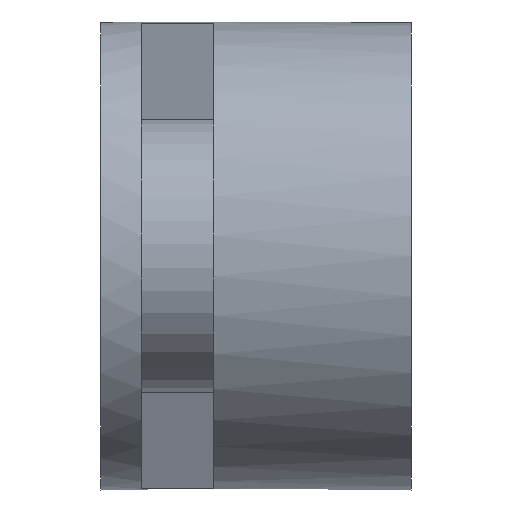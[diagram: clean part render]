
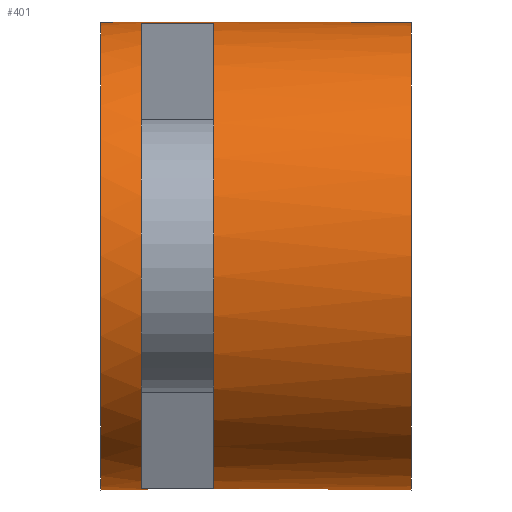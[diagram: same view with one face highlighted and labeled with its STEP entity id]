
A CAD part, left-side view. The second image highlights one B-rep face of the part: STEP entity #401.
In plain terms, the highlighted cylindrical face has radius 2.9 mm (diameter 5.8 mm), a full revolution.
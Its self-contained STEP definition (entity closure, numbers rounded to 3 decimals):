
#27=FACE_BOUND('',#70,.T.);
#28=FACE_BOUND('',#71,.T.);
#45=FACE_OUTER_BOUND('',#69,.T.);
#69=EDGE_LOOP('',(#281,#282,#283,#284));
#70=EDGE_LOOP('',(#285,#286,#287,#288));
#71=EDGE_LOOP('',(#289,#290,#291,#292));
#111=LINE('',#628,#137);
#112=LINE('',#634,#138);
#113=LINE('',#637,#139);
#114=LINE('',#642,#140);
#115=LINE('',#645,#141);
#137=VECTOR('',#497,2.9);
#138=VECTOR('',#502,1000.);
#139=VECTOR('',#505,1000.);
#140=VECTOR('',#508,1000.);
#141=VECTOR('',#511,1000.);
#163=CIRCLE('',#440,2.9);
#164=CIRCLE('',#441,2.9);
#165=CIRCLE('',#442,2.9);
#166=CIRCLE('',#443,2.9);
#167=CIRCLE('',#444,2.9);
#168=CIRCLE('',#445,2.9);
#191=VERTEX_POINT('',#625);
#192=VERTEX_POINT('',#627);
#193=VERTEX_POINT('',#630);
#194=VERTEX_POINT('',#631);
#195=VERTEX_POINT('',#633);
#196=VERTEX_POINT('',#635);
#197=VERTEX_POINT('',#638);
#198=VERTEX_POINT('',#639);
#199=VERTEX_POINT('',#641);
#200=VERTEX_POINT('',#643);
#227=EDGE_CURVE('',#191,#191,#163,.T.);
#228=EDGE_CURVE('',#191,#192,#111,.T.);
#229=EDGE_CURVE('',#192,#192,#164,.T.);
#230=EDGE_CURVE('',#193,#194,#165,.T.);
#231=EDGE_CURVE('',#194,#195,#112,.T.);
#232=EDGE_CURVE('',#196,#195,#166,.T.);
#233=EDGE_CURVE('',#193,#196,#113,.T.);
#234=EDGE_CURVE('',#197,#198,#167,.T.);
#235=EDGE_CURVE('',#197,#199,#114,.T.);
#236=EDGE_CURVE('',#199,#200,#168,.T.);
#237=EDGE_CURVE('',#198,#200,#115,.T.);
#281=ORIENTED_EDGE('',*,*,#227,.T.);
#282=ORIENTED_EDGE('',*,*,#228,.T.);
#283=ORIENTED_EDGE('',*,*,#229,.F.);
#284=ORIENTED_EDGE('',*,*,#228,.F.);
#285=ORIENTED_EDGE('',*,*,#230,.T.);
#286=ORIENTED_EDGE('',*,*,#231,.T.);
#287=ORIENTED_EDGE('',*,*,#232,.F.);
#288=ORIENTED_EDGE('',*,*,#233,.F.);
#289=ORIENTED_EDGE('',*,*,#234,.F.);
#290=ORIENTED_EDGE('',*,*,#235,.T.);
#291=ORIENTED_EDGE('',*,*,#236,.T.);
#292=ORIENTED_EDGE('',*,*,#237,.F.);
#389=CYLINDRICAL_SURFACE('',#439,2.9);
#401=ADVANCED_FACE('',(#45,#27,#28),#389,.T.);
#439=AXIS2_PLACEMENT_3D('',#624,#493,#494);
#440=AXIS2_PLACEMENT_3D('',#626,#495,#496);
#441=AXIS2_PLACEMENT_3D('',#629,#498,#499);
#442=AXIS2_PLACEMENT_3D('',#632,#500,#501);
#443=AXIS2_PLACEMENT_3D('',#636,#503,#504);
#444=AXIS2_PLACEMENT_3D('',#640,#506,#507);
#445=AXIS2_PLACEMENT_3D('',#644,#509,#510);
#493=DIRECTION('center_axis',(0.,-1.,0.));
#494=DIRECTION('ref_axis',(0.,0.,-1.));
#495=DIRECTION('center_axis',(0.,1.,0.));
#496=DIRECTION('ref_axis',(0.,0.,1.));
#497=DIRECTION('',(0.,1.,0.));
#498=DIRECTION('center_axis',(0.,1.,0.));
#499=DIRECTION('ref_axis',(0.,0.,1.));
#500=DIRECTION('center_axis',(0.,-1.,0.));
#501=DIRECTION('ref_axis',(0.,0.,1.));
#502=DIRECTION('',(0.,1.,0.));
#503=DIRECTION('center_axis',(0.,-1.,0.));
#504=DIRECTION('ref_axis',(0.,0.,1.));
#505=DIRECTION('',(0.,1.,0.));
#506=DIRECTION('center_axis',(0.,1.,0.));
#507=DIRECTION('ref_axis',(0.,0.,1.));
#508=DIRECTION('',(0.,1.,0.));
#509=DIRECTION('center_axis',(0.,1.,0.));
#510=DIRECTION('ref_axis',(0.,0.,1.));
#511=DIRECTION('',(0.,1.,0.));
#624=CARTESIAN_POINT('Origin',(0.,3.85,0.));
#625=CARTESIAN_POINT('',(0.,0.,2.9));
#626=CARTESIAN_POINT('Origin',(0.,0.,0.));
#627=CARTESIAN_POINT('',(0.,3.85,2.9));
#628=CARTESIAN_POINT('',(0.,3.85,2.9));
#629=CARTESIAN_POINT('Origin',(0.,3.85,0.));
#630=CARTESIAN_POINT('',(-0.292,2.45,2.885));
#631=CARTESIAN_POINT('',(-0.292,2.45,-2.885));
#632=CARTESIAN_POINT('Origin',(0.,2.45,0.));
#633=CARTESIAN_POINT('',(-0.292,3.35,-2.885));
#634=CARTESIAN_POINT('',(-0.292,2.45,-2.885));
#635=CARTESIAN_POINT('',(-0.292,3.35,2.885));
#636=CARTESIAN_POINT('Origin',(0.,3.35,0.));
#637=CARTESIAN_POINT('',(-0.292,2.45,2.885));
#638=CARTESIAN_POINT('',(0.292,2.45,2.885));
#639=CARTESIAN_POINT('',(0.292,2.45,-2.885));
#640=CARTESIAN_POINT('Origin',(0.,2.45,0.));
#641=CARTESIAN_POINT('',(0.292,3.35,2.885));
#642=CARTESIAN_POINT('',(0.292,2.45,2.885));
#643=CARTESIAN_POINT('',(0.292,3.35,-2.885));
#644=CARTESIAN_POINT('Origin',(0.,3.35,0.));
#645=CARTESIAN_POINT('',(0.292,2.45,-2.885));
